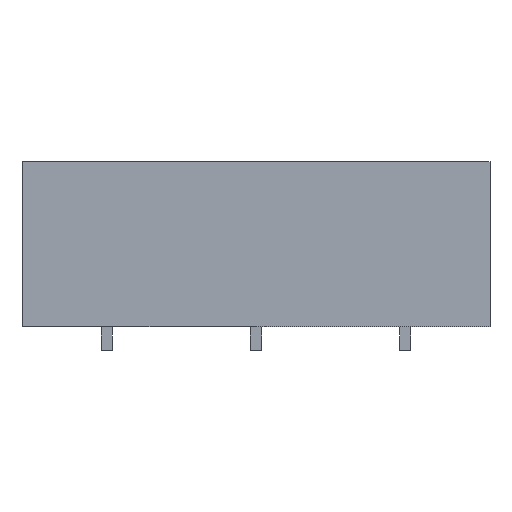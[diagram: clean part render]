
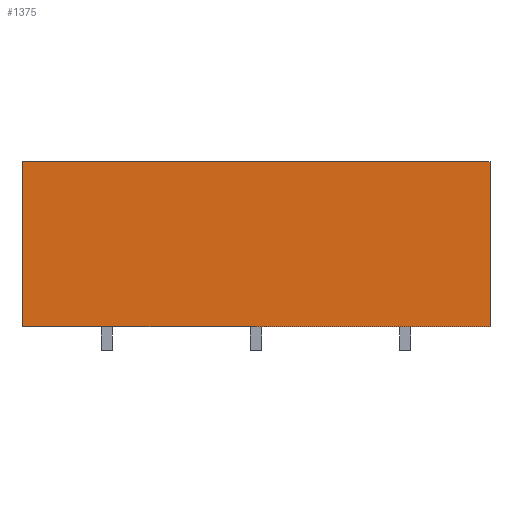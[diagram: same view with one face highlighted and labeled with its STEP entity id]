
A CAD part, front view. The second image highlights one B-rep face of the part: STEP entity #1375.
In plain terms, the highlighted planar face has unit normal (0, -1, 0).
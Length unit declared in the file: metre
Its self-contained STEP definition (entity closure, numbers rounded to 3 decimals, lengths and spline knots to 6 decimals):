
#168=ORIENTED_EDGE('',*,*,#502,.F.);
#169=ORIENTED_EDGE('',*,*,#480,.F.);
#170=ORIENTED_EDGE('',*,*,#459,.T.);
#171=ORIENTED_EDGE('',*,*,#503,.T.);
#459=EDGE_CURVE('',#636,#635,#779,.T.);
#480=EDGE_CURVE('',#636,#655,#800,.T.);
#502=EDGE_CURVE('',#655,#676,#822,.T.);
#503=EDGE_CURVE('',#635,#676,#823,.T.);
#635=VERTEX_POINT('',#2066);
#636=VERTEX_POINT('',#2068);
#655=VERTEX_POINT('',#2110);
#676=VERTEX_POINT('',#2156);
#779=LINE('',#2067,#971);
#800=LINE('',#2109,#992);
#822=LINE('',#2155,#1014);
#823=LINE('',#2157,#1015);
#971=VECTOR('',#1699,1.);
#992=VECTOR('',#1724,1.);
#1014=VECTOR('',#1752,1.);
#1015=VECTOR('',#1753,1.);
#1141=EDGE_LOOP('',(#168,#169,#170,#171));
#1219=FACE_BOUND('',#1141,.T.);
#1297=PLANE('',#1537);
#1375=ADVANCED_FACE('',(#1219),#1297,.T.);
#1537=AXIS2_PLACEMENT_3D('',#2154,#1750,#1751);
#1699=DIRECTION('',(-1.,0.,0.));
#1724=DIRECTION('',(0.,0.,-1.));
#1750=DIRECTION('',(0.,-1.,0.));
#1751=DIRECTION('',(1.,0.,0.));
#1752=DIRECTION('',(-1.,0.,0.));
#1753=DIRECTION('',(0.,0.,-1.));
#2066=CARTESIAN_POINT('',(-0.02975,-0.0388,0.021));
#2067=CARTESIAN_POINT('',(0.,-0.0388,0.021));
#2068=CARTESIAN_POINT('',(0.02975,-0.0388,0.021));
#2109=CARTESIAN_POINT('',(0.02975,-0.0388,0.021));
#2110=CARTESIAN_POINT('',(0.02975,-0.0388,0.));
#2154=CARTESIAN_POINT('',(0.,-0.0388,0.021));
#2155=CARTESIAN_POINT('',(0.,-0.0388,0.));
#2156=CARTESIAN_POINT('',(-0.02975,-0.0388,0.));
#2157=CARTESIAN_POINT('',(-0.02975,-0.0388,0.021));
